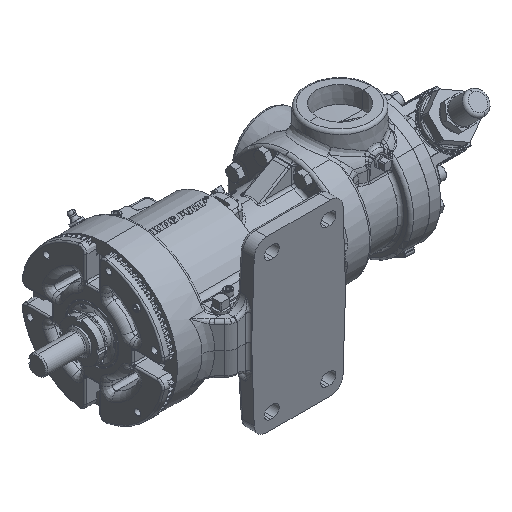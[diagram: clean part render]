
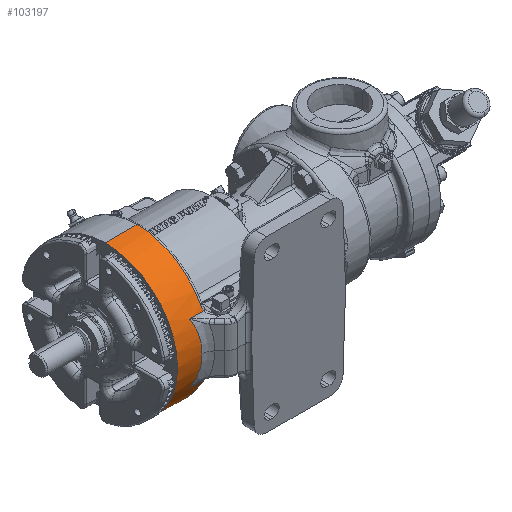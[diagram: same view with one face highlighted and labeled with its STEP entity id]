
A CAD part, isometric view. The second image highlights one B-rep face of the part: STEP entity #103197.
In plain terms, the highlighted cylindrical face has radius 73.025 mm (diameter 146.05 mm), a partial arc.
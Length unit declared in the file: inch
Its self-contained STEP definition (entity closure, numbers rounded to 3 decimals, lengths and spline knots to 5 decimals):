
#1565 = EDGE_CURVE ( 'NONE', #52944, #115985, #19359, .T. ) ;
#1632 = EDGE_CURVE ( 'NONE', #87831, #62913, #139116, .T. ) ;
#5269 = ORIENTED_EDGE ( 'NONE', *, *, #105571, .T. ) ;
#10781 = CARTESIAN_POINT ( 'NONE',  ( -6.76192, -2.61696, -1.19043 ) ) ;
#14096 = CARTESIAN_POINT ( 'NONE',  ( -6.52802, -2.875, 0. ) ) ;
#14582 = CARTESIAN_POINT ( 'NONE',  ( -9.66419, -2.61696, -1.19043 ) ) ;
#17619 = CARTESIAN_POINT ( 'NONE',  ( -6.23588, -2.5249, -1.37496 ) ) ;
#19359 = B_SPLINE_CURVE_WITH_KNOTS ( 'NONE', 3,
 ( #58829, #79585, #107978, #137378, #164897, #165826 ),
 .UNSPECIFIED., .F., .F.,
 ( 4, 2, 4 ),
 ( 0., 0.00266, 0.00532 ),
 .UNSPECIFIED. ) ;
#23154 = VECTOR ( 'NONE', #185203, 39.37008 ) ;
#24158 = DIRECTION ( 'NONE',  ( 1., 0., 0. ) ) ;
#27877 = DIRECTION ( 'NONE',  ( -1., 0., 0. ) ) ;
#30349 = ORIENTED_EDGE ( 'NONE', *, *, #183879, .T. ) ;
#30668 = CARTESIAN_POINT ( 'NONE',  ( -6.50412, -2.875, -0.41226 ) ) ;
#31084 = CARTESIAN_POINT ( 'NONE',  ( -6.76192, -2.61696, 1.19043 ) ) ;
#31175 = FACE_OUTER_BOUND ( 'NONE', #113958, .T. ) ;
#32550 = CARTESIAN_POINT ( 'NONE',  ( -6.58328, -2.78767, -0.81517 ) ) ;
#35823 = DIRECTION ( 'NONE',  ( -1., 0., 0. ) ) ;
#36756 = CARTESIAN_POINT ( 'NONE',  ( -9.66419, 0., 2.875 ) ) ;
#38984 = CARTESIAN_POINT ( 'NONE',  ( -6.23588, 0., 0. ) ) ;
#49830 = CARTESIAN_POINT ( 'NONE',  ( -6.23288, -2.55801, -1.31277 ) ) ;
#51599 = CARTESIAN_POINT ( 'NONE',  ( -7.5, 0., 2.875 ) ) ;
#51774 = CARTESIAN_POINT ( 'NONE',  ( -6.1987, -2.61696, -1.19043 ) ) ;
#52944 = VERTEX_POINT ( 'NONE', #186333 ) ;
#53595 = CARTESIAN_POINT ( 'NONE',  ( -6.23588, 0., 2.875 ) ) ;
#54890 = CARTESIAN_POINT ( 'NONE',  ( -6.50412, -2.875, 0.41226 ) ) ;
#56623 = ORIENTED_EDGE ( 'NONE', *, *, #177923, .T. ) ;
#58829 = CARTESIAN_POINT ( 'NONE',  ( -6.1987, -2.61696, 1.19043 ) ) ;
#60833 = DIRECTION ( 'NONE',  ( -1., 0., 0. ) ) ;
#62913 = VERTEX_POINT ( 'NONE', #51599 ) ;
#63069 = CARTESIAN_POINT ( 'NONE',  ( -6.1987, -2.61696, -1.19043 ) ) ;
#64695 = EDGE_CURVE ( 'NONE', #151478, #72742, #120375, .T. ) ;
#64961 = EDGE_CURVE ( 'NONE', #110611, #62913, #169370, .T. ) ;
#69971 = DIRECTION ( 'NONE',  ( -1., 0., 0. ) ) ;
#72742 = VERTEX_POINT ( 'NONE', #31084 ) ;
#73792 = DIRECTION ( 'NONE',  ( -1., 0., 0. ) ) ;
#75447 = ORIENTED_EDGE ( 'NONE', *, *, #168501, .T. ) ;
#75643 = ORIENTED_EDGE ( 'NONE', *, *, #1632, .F. ) ;
#75669 = CARTESIAN_POINT ( 'NONE',  ( -9.66419, 0., 0. ) ) ;
#79585 = CARTESIAN_POINT ( 'NONE',  ( -6.21148, -2.60321, 1.22066 ) ) ;
#86058 = CARTESIAN_POINT ( 'NONE',  ( -7.5, 0., 0. ) ) ;
#87831 = VERTEX_POINT ( 'NONE', #135572 ) ;
#89845 = DIRECTION ( 'NONE',  ( 0., 0., 1. ) ) ;
#93327 = CARTESIAN_POINT ( 'NONE',  ( -6.22067, -2.58868, -1.25121 ) ) ;
#93962 = EDGE_CURVE ( 'NONE', #102131, #105807, #119508, .T. ) ;
#98387 = DIRECTION ( 'NONE',  ( 0., 1., 0. ) ) ;
#102131 = VERTEX_POINT ( 'NONE', #138350 ) ;
#103197 = ADVANCED_FACE ( 'Defeatured_0_531', ( #31175 ), #116418, .T. ) ;
#104173 = AXIS2_PLACEMENT_3D ( 'NONE', #144382, #27877, #159577 ) ;
#105571 = EDGE_CURVE ( 'NONE', #132140, #151478, #117577, .T. ) ;
#105807 = VERTEX_POINT ( 'NONE', #142278 ) ;
#107978 = CARTESIAN_POINT ( 'NONE',  ( -6.22067, -2.58868, 1.25121 ) ) ;
#109387 = LINE ( 'NONE', #155821, #130658 ) ;
#110611 = VERTEX_POINT ( 'NONE', #53595 ) ;
#110925 = DIRECTION ( 'NONE',  ( 0., 0., -1. ) ) ;
#112784 = DIRECTION ( 'NONE',  ( -1., 0., 0. ) ) ;
#113958 = EDGE_LOOP ( 'NONE', ( #176669, #180271, #56623, #75447, #5269, #135381, #30349, #175223, #158102, #132772, #75643 ) ) ;
#114445 = EDGE_CURVE ( 'NONE', #102131, #87831, #134718, .T. ) ;
#114504 = CARTESIAN_POINT ( 'NONE',  ( -6.76192, -2.61696, 1.19043 ) ) ;
#115985 = VERTEX_POINT ( 'NONE', #183969 ) ;
#116418 = CYLINDRICAL_SURFACE ( 'NONE', #143976, 2.875 ) ;
#117577 =( BOUNDED_CURVE ( )  B_SPLINE_CURVE ( 3, ( #160492, #32550, #30668, #119660 ),
 .UNSPECIFIED., .F., .T. ) 
 B_SPLINE_CURVE_WITH_KNOTS ( ( 4, 4 ),
 ( 2.76403, 3.19094 ),
 .UNSPECIFIED. ) 
 CURVE ( )  GEOMETRIC_REPRESENTATION_ITEM ( )  RATIONAL_B_SPLINE_CURVE ( ( 1., 0.985, 0.985, 1. ) ) 
 REPRESENTATION_ITEM ( '' )  );
#119508 = CIRCLE ( 'NONE', #140655, 2.875 ) ;
#119660 = CARTESIAN_POINT ( 'NONE',  ( -6.52802, -2.875, 0. ) ) ;
#120375 =( BOUNDED_CURVE ( )  B_SPLINE_CURVE ( 3, ( #14096, #54890, #142963, #114504 ),
 .UNSPECIFIED., .F., .F. ) 
 B_SPLINE_CURVE_WITH_KNOTS ( ( 4, 4 ),
 ( 3.09225, 3.51916 ),
 .UNSPECIFIED. ) 
 CURVE ( )  GEOMETRIC_REPRESENTATION_ITEM ( )  RATIONAL_B_SPLINE_CURVE ( ( 1., 0.985, 0.985, 1. ) ) 
 REPRESENTATION_ITEM ( '' )  );
#124437 = VECTOR ( 'NONE', #60833, 39.37008 ) ;
#128386 = CIRCLE ( 'NONE', #104173, 2.875 ) ;
#130658 = VECTOR ( 'NONE', #24158, 39.37008 ) ;
#130995 = VERTEX_POINT ( 'NONE', #51774 ) ;
#132140 = VERTEX_POINT ( 'NONE', #10781 ) ;
#132772 = ORIENTED_EDGE ( 'NONE', *, *, #64961, .T. ) ;
#133197 = CARTESIAN_POINT ( 'NONE',  ( -6.23588, -2.54188, -1.34378 ) ) ;
#134076 = B_SPLINE_CURVE_WITH_KNOTS ( 'NONE', 3,
 ( #17619, #133197, #49830, #93327, #148375, #63069 ),
 .UNSPECIFIED., .F., .F.,
 ( 4, 2, 4 ),
 ( 0., 0.00266, 0.00532 ),
 .UNSPECIFIED. ) ;
#134718 = LINE ( 'NONE', #145195, #124437 ) ;
#135381 = ORIENTED_EDGE ( 'NONE', *, *, #64695, .T. ) ;
#135572 = CARTESIAN_POINT ( 'NONE',  ( -7.5, 0., -2.875 ) ) ;
#136138 = AXIS2_PLACEMENT_3D ( 'NONE', #86058, #69971, #98387 ) ;
#137378 = CARTESIAN_POINT ( 'NONE',  ( -6.23288, -2.55801, 1.31277 ) ) ;
#138350 = CARTESIAN_POINT ( 'NONE',  ( -6.23588, 0., -2.875 ) ) ;
#139116 = CIRCLE ( 'NONE', #136138, 2.875 ) ;
#140655 = AXIS2_PLACEMENT_3D ( 'NONE', #38984, #112784, #110925 ) ;
#141587 = LINE ( 'NONE', #14582, #23154 ) ;
#142278 = CARTESIAN_POINT ( 'NONE',  ( -6.23588, -2.5249, -1.37496 ) ) ;
#142963 = CARTESIAN_POINT ( 'NONE',  ( -6.58328, -2.78767, 0.81517 ) ) ;
#143976 = AXIS2_PLACEMENT_3D ( 'NONE', #75669, #73792, #89845 ) ;
#144382 = CARTESIAN_POINT ( 'NONE',  ( -6.23588, 0., 0. ) ) ;
#145195 = CARTESIAN_POINT ( 'NONE',  ( -9.66419, 0., -2.875 ) ) ;
#145257 = VECTOR ( 'NONE', #35823, 39.37008 ) ;
#148375 = CARTESIAN_POINT ( 'NONE',  ( -6.21148, -2.60321, -1.22066 ) ) ;
#151478 = VERTEX_POINT ( 'NONE', #172742 ) ;
#155821 = CARTESIAN_POINT ( 'NONE',  ( -9.66419, -2.61696, 1.19043 ) ) ;
#158102 = ORIENTED_EDGE ( 'NONE', *, *, #186871, .T. ) ;
#159577 = DIRECTION ( 'NONE',  ( 0., 0., -1. ) ) ;
#160492 = CARTESIAN_POINT ( 'NONE',  ( -6.76192, -2.61696, -1.19043 ) ) ;
#164897 = CARTESIAN_POINT ( 'NONE',  ( -6.23588, -2.54188, 1.34378 ) ) ;
#165826 = CARTESIAN_POINT ( 'NONE',  ( -6.23588, -2.5249, 1.37496 ) ) ;
#168501 = EDGE_CURVE ( 'NONE', #130995, #132140, #141587, .T. ) ;
#169370 = LINE ( 'NONE', #36756, #145257 ) ;
#172742 = CARTESIAN_POINT ( 'NONE',  ( -6.52802, -2.875, 0. ) ) ;
#175223 = ORIENTED_EDGE ( 'NONE', *, *, #1565, .T. ) ;
#176669 = ORIENTED_EDGE ( 'NONE', *, *, #114445, .F. ) ;
#177923 = EDGE_CURVE ( 'NONE', #105807, #130995, #134076, .T. ) ;
#180271 = ORIENTED_EDGE ( 'NONE', *, *, #93962, .T. ) ;
#183879 = EDGE_CURVE ( 'NONE', #72742, #52944, #109387, .T. ) ;
#183969 = CARTESIAN_POINT ( 'NONE',  ( -6.23588, -2.5249, 1.37496 ) ) ;
#185203 = DIRECTION ( 'NONE',  ( -1., 0., 0. ) ) ;
#186333 = CARTESIAN_POINT ( 'NONE',  ( -6.1987, -2.61696, 1.19043 ) ) ;
#186871 = EDGE_CURVE ( 'NONE', #115985, #110611, #128386, .T. ) ;
